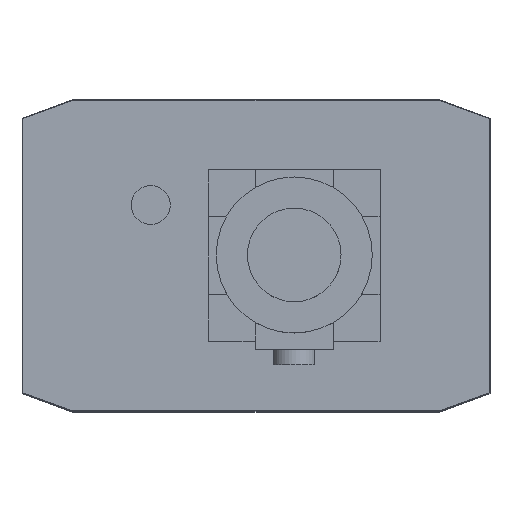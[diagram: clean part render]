
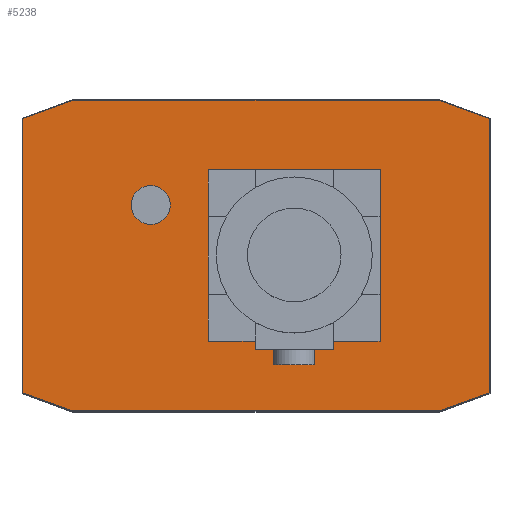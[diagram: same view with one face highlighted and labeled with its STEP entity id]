
A CAD part, top view. The second image highlights one B-rep face of the part: STEP entity #5238.
In plain terms, the highlighted planar face has unit normal (0, 0, 1).
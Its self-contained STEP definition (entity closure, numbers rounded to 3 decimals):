
#1555=CARTESIAN_POINT('',(-16.,6.5,41.0));
#1556=VERTEX_POINT('',#1555);
#1572=CARTESIAN_POINT('',(-11.,6.5,41.0));
#1573=VERTEX_POINT('',#1572);
#1580=CARTESIAN_POINT('',(-13.5,6.5,41.0));
#1581=DIRECTION('',(0.0,0.0,-1.0));
#1582=DIRECTION('',(-1.0,0.0,0.0));
#1583=AXIS2_PLACEMENT_3D('',#1580,#1581,#1582);
#1584=CIRCLE('',#1583,2.5);
#1585=EDGE_CURVE('',#1556,#1573,#1584,.T.);
#3013=CARTESIAN_POINT('',(15.9,11.0,41.0));
#3014=VERTEX_POINT('',#3013);
#3021=CARTESIAN_POINT('',(-6.1,11.0,41.0));
#3022=VERTEX_POINT('',#3021);
#3023=CARTESIAN_POINT('',(-6.1,11.0,41.0));
#3024=DIRECTION('',(1.0,0.0,0.0));
#3025=VECTOR('',#3024,22.0);
#3026=LINE('',#3023,#3025);
#3027=EDGE_CURVE('',#3022,#3014,#3026,.T.);
#3044=CARTESIAN_POINT('',(-6.1,-11.0,41.0));
#3045=VERTEX_POINT('',#3044);
#3052=CARTESIAN_POINT('',(-0.1,-11.0,41.0));
#3053=VERTEX_POINT('',#3052);
#3054=CARTESIAN_POINT('',(-0.1,-11.0,41.0));
#3055=DIRECTION('',(-1.0,0.0,0.0));
#3056=VECTOR('',#3055,6.0);
#3057=LINE('',#3054,#3056);
#3058=EDGE_CURVE('',#3053,#3045,#3057,.T.);
#3077=CARTESIAN_POINT('',(-6.1,-11.0,41.0));
#3078=DIRECTION('',(0.0,1.0,0.0));
#3079=VECTOR('',#3078,22.0);
#3080=LINE('',#3077,#3079);
#3081=EDGE_CURVE('',#3045,#3022,#3080,.T.);
#3257=CARTESIAN_POINT('',(15.9,-11.0,41.0));
#3258=VERTEX_POINT('',#3257);
#3265=CARTESIAN_POINT('',(15.9,11.0,41.0));
#3266=DIRECTION('',(0.0,-1.0,0.0));
#3267=VECTOR('',#3266,22.0);
#3268=LINE('',#3265,#3267);
#3269=EDGE_CURVE('',#3014,#3258,#3268,.T.);
#3282=CARTESIAN_POINT('',(9.9,-11.0,41.0));
#3283=VERTEX_POINT('',#3282);
#3290=CARTESIAN_POINT('',(15.9,-11.0,41.0));
#3291=DIRECTION('',(-1.0,0.0,0.0));
#3292=VECTOR('',#3291,6.);
#3293=LINE('',#3290,#3292);
#3294=EDGE_CURVE('',#3258,#3283,#3293,.T.);
#3313=CARTESIAN_POINT('',(9.9,-12.,41.0));
#3314=VERTEX_POINT('',#3313);
#3321=CARTESIAN_POINT('',(9.9,-11.0,41.0));
#3322=DIRECTION('',(0.0,-1.0,0.0));
#3323=VECTOR('',#3322,1.);
#3324=LINE('',#3321,#3323);
#3325=EDGE_CURVE('',#3283,#3314,#3324,.T.);
#3346=CARTESIAN_POINT('',(-0.1,-12.,41.0));
#3347=VERTEX_POINT('',#3346);
#3354=CARTESIAN_POINT('',(9.9,-12.,41.0));
#3355=DIRECTION('',(-1.0,0.0,0.0));
#3356=VECTOR('',#3355,10.0);
#3357=LINE('',#3354,#3356);
#3358=EDGE_CURVE('',#3314,#3347,#3357,.T.);
#3386=CARTESIAN_POINT('',(-0.1,-12.,41.0));
#3387=DIRECTION('',(0.0,1.0,0.0));
#3388=VECTOR('',#3387,1.);
#3389=LINE('',#3386,#3388);
#3390=EDGE_CURVE('',#3347,#3053,#3389,.T.);
#3430=CARTESIAN_POINT('',(-13.5,6.5,41.0));
#3431=DIRECTION('',(0.0,0.0,-1.0));
#3432=DIRECTION('',(-1.0,0.0,0.0));
#3433=AXIS2_PLACEMENT_3D('',#3430,#3431,#3432);
#3434=CIRCLE('',#3433,2.5);
#3435=EDGE_CURVE('',#1573,#1556,#3434,.T.);
#4966=CARTESIAN_POINT('',(-29.9,-17.564,41.0));
#4967=VERTEX_POINT('',#4966);
#4968=CARTESIAN_POINT('',(-29.9,17.564,41.0));
#4969=VERTEX_POINT('',#4968);
#4970=CARTESIAN_POINT('',(-29.9,-17.564,41.0));
#4971=DIRECTION('',(0.0,1.0,0.0));
#4972=VECTOR('',#4971,35.128);
#4973=LINE('',#4970,#4972);
#4974=EDGE_CURVE('',#4967,#4969,#4973,.T.);
#5006=CARTESIAN_POINT('',(-23.482,19.9,41.0));
#5007=VERTEX_POINT('',#5006);
#5008=CARTESIAN_POINT('',(-29.9,17.564,41.0));
#5009=DIRECTION('',(0.94,0.342,0.0));
#5010=VECTOR('',#5009,6.83);
#5011=LINE('',#5008,#5010);
#5012=EDGE_CURVE('',#4969,#5007,#5011,.T.);
#5037=CARTESIAN_POINT('',(23.482,19.9,41.0));
#5038=VERTEX_POINT('',#5037);
#5039=CARTESIAN_POINT('',(-23.482,19.9,41.0));
#5040=DIRECTION('',(1.0,0.0,0.0));
#5041=VECTOR('',#5040,46.965);
#5042=LINE('',#5039,#5041);
#5043=EDGE_CURVE('',#5007,#5038,#5042,.T.);
#5068=CARTESIAN_POINT('',(29.9,17.564,41.0));
#5069=VERTEX_POINT('',#5068);
#5070=CARTESIAN_POINT('',(23.482,19.9,41.0));
#5071=DIRECTION('',(0.94,-0.342,0.0));
#5072=VECTOR('',#5071,6.83);
#5073=LINE('',#5070,#5072);
#5074=EDGE_CURVE('',#5038,#5069,#5073,.T.);
#5099=CARTESIAN_POINT('',(29.9,-17.564,41.0));
#5100=VERTEX_POINT('',#5099);
#5101=CARTESIAN_POINT('',(29.9,17.564,41.0));
#5102=DIRECTION('',(0.0,-1.0,0.0));
#5103=VECTOR('',#5102,35.128);
#5104=LINE('',#5101,#5103);
#5105=EDGE_CURVE('',#5069,#5100,#5104,.T.);
#5130=CARTESIAN_POINT('',(23.482,-19.9,41.0));
#5131=VERTEX_POINT('',#5130);
#5132=CARTESIAN_POINT('',(29.9,-17.564,41.0));
#5133=DIRECTION('',(-0.94,-0.342,0.0));
#5134=VECTOR('',#5133,6.83);
#5135=LINE('',#5132,#5134);
#5136=EDGE_CURVE('',#5100,#5131,#5135,.T.);
#5161=CARTESIAN_POINT('',(-23.482,-19.9,41.0));
#5162=VERTEX_POINT('',#5161);
#5163=CARTESIAN_POINT('',(23.482,-19.9,41.0));
#5164=DIRECTION('',(-1.0,0.0,0.0));
#5165=VECTOR('',#5164,46.965);
#5166=LINE('',#5163,#5165);
#5167=EDGE_CURVE('',#5131,#5162,#5166,.T.);
#5192=CARTESIAN_POINT('',(-23.482,-19.9,41.0));
#5193=DIRECTION('',(-0.94,0.342,0.0));
#5194=VECTOR('',#5193,6.83);
#5195=LINE('',#5192,#5194);
#5196=EDGE_CURVE('',#5162,#4967,#5195,.T.);
#5209=CARTESIAN_POINT('',(0.,0.,41.0));
#5210=DIRECTION('',(0.0,0.0,1.0));
#5211=DIRECTION('',(1.0,0.0,0.0));
#5212=AXIS2_PLACEMENT_3D('',#5209,#5210,#5211);
#5213=PLANE('',#5212);
#5214=ORIENTED_EDGE('',*,*,#4974,.F.);
#5215=ORIENTED_EDGE('',*,*,#5196,.F.);
#5216=ORIENTED_EDGE('',*,*,#5167,.F.);
#5217=ORIENTED_EDGE('',*,*,#5136,.F.);
#5218=ORIENTED_EDGE('',*,*,#5105,.F.);
#5219=ORIENTED_EDGE('',*,*,#5074,.F.);
#5220=ORIENTED_EDGE('',*,*,#5043,.F.);
#5221=ORIENTED_EDGE('',*,*,#5012,.F.);
#5222=EDGE_LOOP('',(#5214,#5215,#5216,#5217,#5218,#5219,#5220,#5221));
#5223=FACE_OUTER_BOUND('',#5222,.T.);
#5224=ORIENTED_EDGE('',*,*,#3027,.T.);
#5225=ORIENTED_EDGE('',*,*,#3269,.T.);
#5226=ORIENTED_EDGE('',*,*,#3294,.T.);
#5227=ORIENTED_EDGE('',*,*,#3325,.T.);
#5228=ORIENTED_EDGE('',*,*,#3358,.T.);
#5229=ORIENTED_EDGE('',*,*,#3390,.T.);
#5230=ORIENTED_EDGE('',*,*,#3058,.T.);
#5231=ORIENTED_EDGE('',*,*,#3081,.T.);
#5232=EDGE_LOOP('',(#5224,#5225,#5226,#5227,#5228,#5229,#5230,#5231));
#5233=FACE_BOUND('',#5232,.T.);
#5234=ORIENTED_EDGE('',*,*,#3435,.T.);
#5235=ORIENTED_EDGE('',*,*,#1585,.T.);
#5236=EDGE_LOOP('',(#5234,#5235));
#5237=FACE_BOUND('',#5236,.T.);
#5238=ADVANCED_FACE('',(#5223,#5233,#5237),#5213,.T.);
